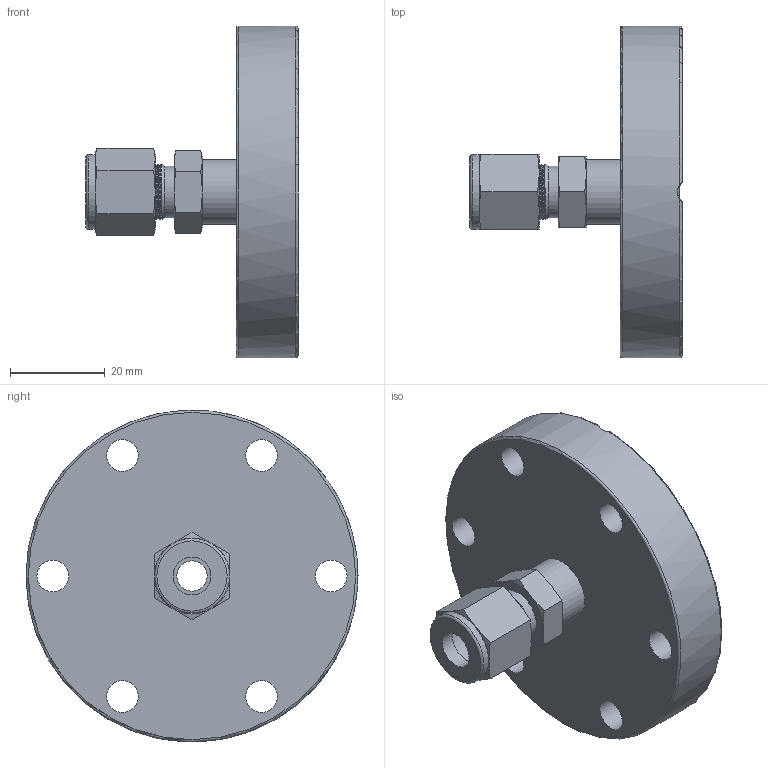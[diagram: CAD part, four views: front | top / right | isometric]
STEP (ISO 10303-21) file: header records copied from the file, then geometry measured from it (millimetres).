
FILE_DESCRIPTION((''),'2;1');
FILE_NAME('F35SWA8M-304.stp','2009-04-15T14:55:50',('hasers'),(''),'Autodesk Inventor 2008','Autodesk Inventor 2008','');
FILE_SCHEMA(('AUTOMOTIVE_DESIGN { 1 0 10303 214 1 1 1 1 }'));
Length unit declared in the file: millimetre
Products named in the file (3): F35SWA8M-304; CWC [Title [Summary]=CWC8M-4P]; CF-07 [Keywords [Summary]=1.4301][Company [Summary]=Vacom][Title [Summary]=F35]_6
Assembly tree (2 placements, depth 2):
  F35SWA8M-304
    CWC [Title [Summary]=CWC8M-4P]
    CF-07 [Keywords [Summary]=1.4301][Company [Summary]=Vacom][Title [Summary]=F35]_6
Bounding box: 44.7 x 70 x 70 mm (x, y, z)
Volume: 46730.2 mm3; surface area: 16579.1 mm2
Topology: 2 solids, 2 shells, 98 faces, 231 edges, 145 vertices
Faces by surface type: cone 31, plane 28, cylinder 22, bspline 13, torus 4
Full cylindrical faces by diameter (mm): 6.4 x1, 7.7 x1, 8 x2, 10.954 x1, 11.723 x9, 13.7 x1, 15.8 x1, 25 x1, 48.3 x1, 70 x1
Entity records: 8569 total; most frequent: CARTESIAN_POINT 6817, DIRECTION 333, ORIENTED_EDGE 324, EDGE_CURVE 162, AXIS2_PLACEMENT_3D 157, EDGE_LOOP 141, VERTEX_POINT 113, FACE_OUTER_BOUND 88
